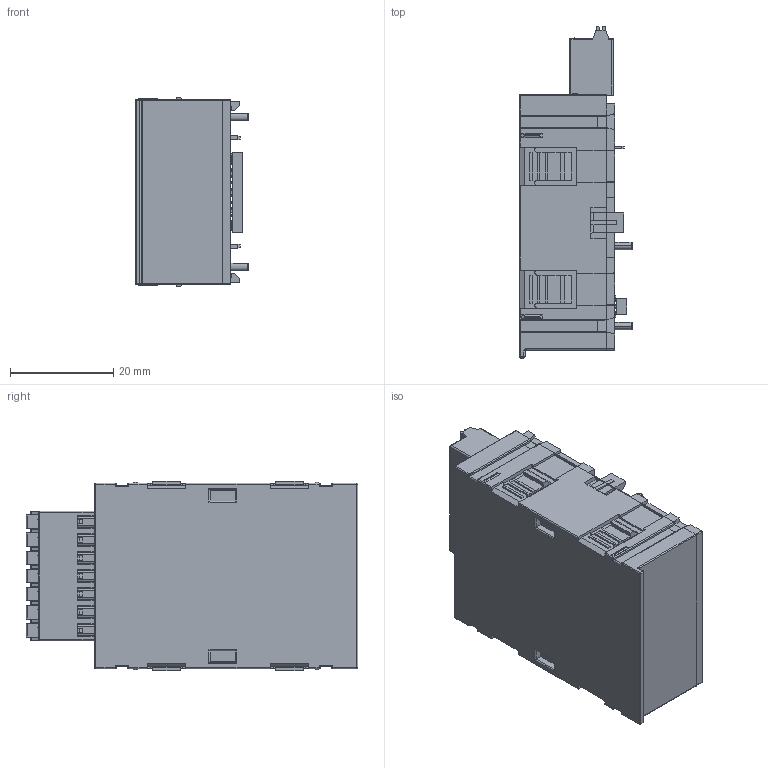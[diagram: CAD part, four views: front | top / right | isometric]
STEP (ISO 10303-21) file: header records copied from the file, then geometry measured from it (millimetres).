
FILE_DESCRIPTION((''),'2;1');
FILE_NAME('ASM0002_ASM','2026-03-11T14:41:05',('YUE.WEI'),(''),'CREO PARAMETRIC BY PTC INC, 2018400','CREO PARAMETRIC BY PTC INC, 2018400','');
FILE_SCHEMA(('CONFIG_CONTROL_DESIGN','SHAPE_APPEARANCE_LAYERS_GROUPS'));
Products named in the file (11): CARD-7P-COVER_90_1_11_1_1_1_2; CARD-PCB-RJ45_96_1_1_1_1_1_2; 24-FEMALE_6_1_1_1_1_1_2; DINKLE_0225-3107_1_1_1_1_2; PRT0002_1_1_1_1_1; PRT0002_1_2_1_1_1; PRT0002_1_ASM_1_ASM_1_1_ASM; CARD-7P_ASM_68_ASM_1_ASM_6_AS_4_ASM; OD04-P_ASM_1_ASM_1_1_ASM; OD040_ASM_1_1_ASM; ASM0002_ASM
Assembly tree (10 placements, depth 6):
  ASM0002_ASM
    OD040_ASM_1_1_ASM
      OD04-P_ASM_1_ASM_1_1_ASM
        CARD-7P_ASM_68_ASM_1_ASM_6_AS_4_ASM
          CARD-7P-COVER_90_1_11_1_1_1_2
          CARD-PCB-RJ45_96_1_1_1_1_1_2
          24-FEMALE_6_1_1_1_1_1_2
          DINKLE_0225-3107_1_1_1_1_2
          PRT0002_1_ASM_1_ASM_1_1_ASM
            PRT0002_1_1_1_1_1
            PRT0002_1_2_1_1_1
Bounding box: 22 x 64.4 x 36.7 mm (x, y, z)
Volume: 36988.5 mm3; surface area: 20293.7 mm2
Topology: 6 solids, 17 shells, 4102 faces, 11333 edges, 7332 vertices
Faces by surface type: plane 3120, cylinder 814, cone 70, bspline 44, torus 34, sphere 20
Entity records: 134301 total; most frequent: CARTESIAN_POINT 26123, ORIENTED_EDGE 22522, DIRECTION 20600, EDGE_CURVE 11271, VECTOR 9268, LINE 9268, VERTEX_POINT 7332, AXIS2_PLACEMENT_3D 5666
